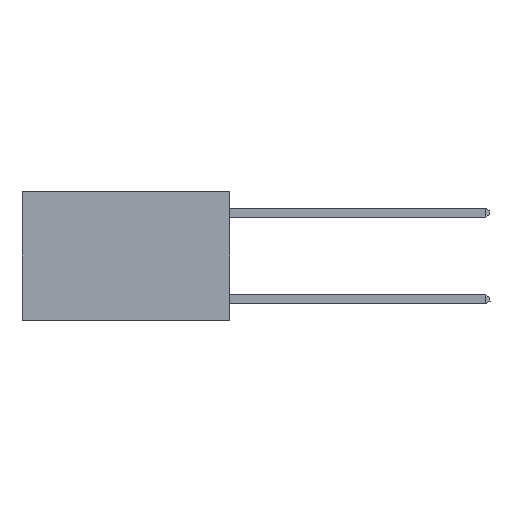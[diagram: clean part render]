
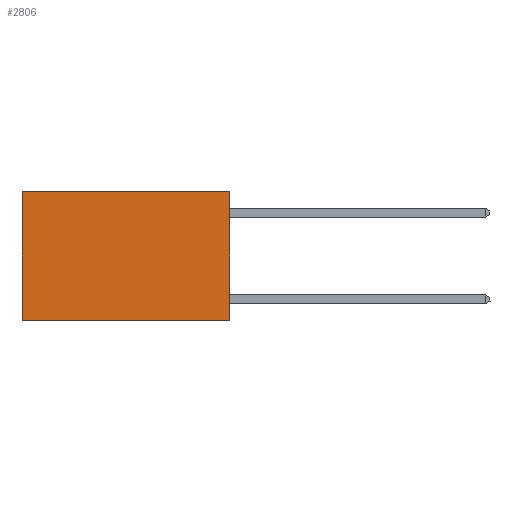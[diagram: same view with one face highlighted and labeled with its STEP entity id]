
A CAD part, left-side view. The second image highlights one B-rep face of the part: STEP entity #2806.
In plain terms, the highlighted planar face has unit normal (-1, 0, 0).
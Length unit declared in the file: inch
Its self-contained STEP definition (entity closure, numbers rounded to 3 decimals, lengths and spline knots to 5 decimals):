
#202 = EDGE_LOOP ( 'NONE', ( #257, #26614, #12505, #11267 ) ) ;
#253 = EDGE_CURVE ( 'NONE', #24123, #28580, #7553, .T. ) ;
#257 = ORIENTED_EDGE ( 'NONE', *, *, #16456, .T. ) ;
#811 = DIRECTION ( 'NONE',  ( 1., 0., 0. ) ) ;
#2699 = CARTESIAN_POINT ( 'NONE',  ( 0.2625, 0., -0.37 ) ) ;
#2806 = ADVANCED_FACE ( 'NONE', ( #27759 ), #16613, .F. ) ;
#3277 = VECTOR ( 'NONE', #14548, 39.37008 ) ;
#3520 = EDGE_CURVE ( 'NONE', #24123, #20770, #3875, .T. ) ;
#3875 = LINE ( 'NONE', #15516, #21714 ) ;
#7553 = LINE ( 'NONE', #17897, #26055 ) ;
#7608 = CARTESIAN_POINT ( 'NONE',  ( 0.2625, 0., 0. ) ) ;
#10757 = DIRECTION ( 'NONE',  ( 0., 0., -1. ) ) ;
#11180 = VECTOR ( 'NONE', #26626, 39.37008 ) ;
#11267 = ORIENTED_EDGE ( 'NONE', *, *, #253, .T. ) ;
#11522 = CARTESIAN_POINT ( 'NONE',  ( 0.2625, 0., 0. ) ) ;
#12221 = CARTESIAN_POINT ( 'NONE',  ( 0.2625, 0.6, 0. ) ) ;
#12505 = ORIENTED_EDGE ( 'NONE', *, *, #3520, .F. ) ;
#13202 = DIRECTION ( 'NONE',  ( 0., 0., -1. ) ) ;
#14548 = DIRECTION ( 'NONE',  ( 0., 1., 0. ) ) ;
#15516 = CARTESIAN_POINT ( 'NONE',  ( 0.2625, 0., 0. ) ) ;
#16365 = CARTESIAN_POINT ( 'NONE',  ( 0.2625, 0.6, -0.37 ) ) ;
#16456 = EDGE_CURVE ( 'NONE', #28580, #23837, #23985, .T. ) ;
#16613 = PLANE ( 'NONE',  #30026 ) ;
#17897 = CARTESIAN_POINT ( 'NONE',  ( 0.2625, 0., 0. ) ) ;
#20770 = VERTEX_POINT ( 'NONE', #2699 ) ;
#21714 = VECTOR ( 'NONE', #13202, 39.37008 ) ;
#21897 = LINE ( 'NONE', #28918, #3277 ) ;
#23837 = VERTEX_POINT ( 'NONE', #16365 ) ;
#23985 = LINE ( 'NONE', #12221, #11180 ) ;
#24123 = VERTEX_POINT ( 'NONE', #7608 ) ;
#25853 = CARTESIAN_POINT ( 'NONE',  ( 0.2625, 0.6, 0. ) ) ;
#26055 = VECTOR ( 'NONE', #27323, 39.37008 ) ;
#26614 = ORIENTED_EDGE ( 'NONE', *, *, #29434, .F. ) ;
#26626 = DIRECTION ( 'NONE',  ( 0., 0., -1. ) ) ;
#27323 = DIRECTION ( 'NONE',  ( 0., 1., 0. ) ) ;
#27759 = FACE_OUTER_BOUND ( 'NONE', #202, .T. ) ;
#28580 = VERTEX_POINT ( 'NONE', #25853 ) ;
#28918 = CARTESIAN_POINT ( 'NONE',  ( 0.2625, 0., -0.37 ) ) ;
#29434 = EDGE_CURVE ( 'NONE', #20770, #23837, #21897, .T. ) ;
#30026 = AXIS2_PLACEMENT_3D ( 'NONE', #11522, #811, #10757 ) ;
